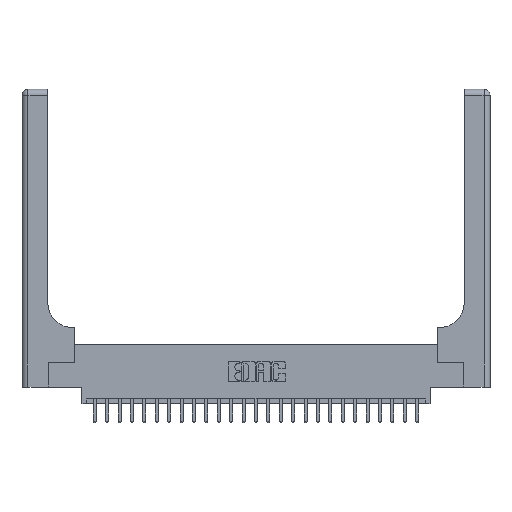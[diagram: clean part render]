
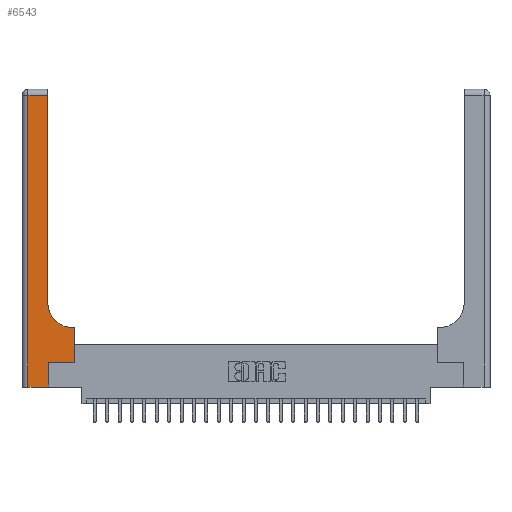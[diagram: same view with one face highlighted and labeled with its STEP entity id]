
A CAD part, top view. The second image highlights one B-rep face of the part: STEP entity #6543.
In plain terms, the highlighted planar face has unit normal (0, 0, 1).
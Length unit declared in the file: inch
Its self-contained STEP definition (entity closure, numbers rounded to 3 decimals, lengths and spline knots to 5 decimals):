
#82 = ORIENTED_EDGE ( 'NONE', *, *, #20085, .T. ) ;
#711 = ORIENTED_EDGE ( 'NONE', *, *, #7819, .T. ) ;
#1026 = DIRECTION ( 'NONE',  ( 0., 0., -1. ) ) ;
#1072 = CARTESIAN_POINT ( 'NONE',  ( 0.26, 0.6, 0.37 ) ) ;
#1166 = EDGE_CURVE ( 'NONE', #14054, #12976, #8616, .T. ) ;
#1713 = VECTOR ( 'NONE', #8286, 39.37008 ) ;
#2212 = EDGE_CURVE ( 'NONE', #22603, #8351, #23066, .T. ) ;
#2248 = EDGE_CURVE ( 'NONE', #4413, #12207, #17489, .T. ) ;
#2345 = CARTESIAN_POINT ( 'NONE',  ( 0.265, 0.25, 0.37 ) ) ;
#2962 = CARTESIAN_POINT ( 'NONE',  ( 0., 0., 0.37 ) ) ;
#3561 = DIRECTION ( 'NONE',  ( 0., 0., -1. ) ) ;
#3610 = LINE ( 'NONE', #8318, #14156 ) ;
#3892 = CARTESIAN_POINT ( 'NONE',  ( 0.265, 0., 0.37 ) ) ;
#3901 = VECTOR ( 'NONE', #8963, 39.37008 ) ;
#4112 = CARTESIAN_POINT ( 'NONE',  ( 0.06, 2.94, 0.37 ) ) ;
#4133 = CARTESIAN_POINT ( 'NONE',  ( 0.26, 3., 0.37 ) ) ;
#4413 = VERTEX_POINT ( 'NONE', #5499 ) ;
#4731 = VERTEX_POINT ( 'NONE', #10800 ) ;
#5094 = DIRECTION ( 'NONE',  ( -1., 0., 0. ) ) ;
#5499 = CARTESIAN_POINT ( 'NONE',  ( 0.528, 0.25, 0.37 ) ) ;
#5652 = CIRCLE ( 'NONE', #23384, 0.25 ) ;
#6019 = ORIENTED_EDGE ( 'NONE', *, *, #24406, .T. ) ;
#6156 = DIRECTION ( 'NONE',  ( 0., 1., 0. ) ) ;
#6282 = CARTESIAN_POINT ( 'NONE',  ( 0.528, 0.25, 0.37 ) ) ;
#6316 = DIRECTION ( 'NONE',  ( -1., 0., 0. ) ) ;
#6319 = ORIENTED_EDGE ( 'NONE', *, *, #1166, .T. ) ;
#6543 = ADVANCED_FACE ( 'NONE', ( #21185 ), #8988, .F. ) ;
#7819 = EDGE_CURVE ( 'NONE', #12976, #22603, #20848, .T. ) ;
#8054 = VERTEX_POINT ( 'NONE', #24489 ) ;
#8131 = ORIENTED_EDGE ( 'NONE', *, *, #2248, .T. ) ;
#8286 = DIRECTION ( 'NONE',  ( 0., 1., 0. ) ) ;
#8318 = CARTESIAN_POINT ( 'NONE',  ( 0., 2.94, 0.37 ) ) ;
#8351 = VERTEX_POINT ( 'NONE', #19736 ) ;
#8402 = ORIENTED_EDGE ( 'NONE', *, *, #2212, .T. ) ;
#8616 = LINE ( 'NONE', #11122, #3901 ) ;
#8685 = CARTESIAN_POINT ( 'NONE',  ( 0.26, 0.85, 0.37 ) ) ;
#8963 = DIRECTION ( 'NONE',  ( 0., -1., 0. ) ) ;
#8988 = PLANE ( 'NONE',  #19180 ) ;
#9797 = LINE ( 'NONE', #1072, #14988 ) ;
#10800 = CARTESIAN_POINT ( 'NONE',  ( 0.51, 0.6, 0.37 ) ) ;
#11122 = CARTESIAN_POINT ( 'NONE',  ( 0.06, 3., 0.37 ) ) ;
#11140 = VECTOR ( 'NONE', #16886, 39.37008 ) ;
#12207 = VERTEX_POINT ( 'NONE', #12760 ) ;
#12760 = CARTESIAN_POINT ( 'NONE',  ( 0.528, 0.6, 0.37 ) ) ;
#12906 = VECTOR ( 'NONE', #17960, 39.37008 ) ;
#12918 = CARTESIAN_POINT ( 'NONE',  ( 0., 3., 0.37 ) ) ;
#12976 = VERTEX_POINT ( 'NONE', #17182 ) ;
#14054 = VERTEX_POINT ( 'NONE', #4112 ) ;
#14156 = VECTOR ( 'NONE', #6316, 39.37008 ) ;
#14887 = DIRECTION ( 'NONE',  ( -1., 0., 0. ) ) ;
#14988 = VECTOR ( 'NONE', #5094, 39.37008 ) ;
#15264 = LINE ( 'NONE', #4133, #24661 ) ;
#15420 = CARTESIAN_POINT ( 'NONE',  ( 0.51, 0.85, 0.37 ) ) ;
#16886 = DIRECTION ( 'NONE',  ( 1., 0., 0. ) ) ;
#16918 = EDGE_CURVE ( 'NONE', #24534, #8054, #15264, .T. ) ;
#17182 = CARTESIAN_POINT ( 'NONE',  ( 0.06, 0., 0.37 ) ) ;
#17384 = DIRECTION ( 'NONE',  ( 1., 0., 0. ) ) ;
#17435 = ORIENTED_EDGE ( 'NONE', *, *, #23002, .T. ) ;
#17489 = LINE ( 'NONE', #6282, #1713 ) ;
#17960 = DIRECTION ( 'NONE',  ( 0., 1., 0. ) ) ;
#18105 = EDGE_CURVE ( 'NONE', #4731, #24534, #5652, .T. ) ;
#18129 = ORIENTED_EDGE ( 'NONE', *, *, #18105, .T. ) ;
#18591 = EDGE_LOOP ( 'NONE', ( #19029, #6019, #6319, #711, #8402, #82, #8131, #17435, #18129 ) ) ;
#19029 = ORIENTED_EDGE ( 'NONE', *, *, #16918, .T. ) ;
#19180 = AXIS2_PLACEMENT_3D ( 'NONE', #12918, #1026, #14887 ) ;
#19736 = CARTESIAN_POINT ( 'NONE',  ( 0.265, 0.25, 0.37 ) ) ;
#19928 = VECTOR ( 'NONE', #23756, 39.37008 ) ;
#20085 = EDGE_CURVE ( 'NONE', #8351, #4413, #24788, .T. ) ;
#20848 = LINE ( 'NONE', #2962, #11140 ) ;
#20928 = CARTESIAN_POINT ( 'NONE',  ( 0.265, 0., 0.37 ) ) ;
#21185 = FACE_OUTER_BOUND ( 'NONE', #18591, .T. ) ;
#22603 = VERTEX_POINT ( 'NONE', #3892 ) ;
#23002 = EDGE_CURVE ( 'NONE', #12207, #4731, #9797, .T. ) ;
#23066 = LINE ( 'NONE', #20928, #12906 ) ;
#23384 = AXIS2_PLACEMENT_3D ( 'NONE', #15420, #3561, #17384 ) ;
#23756 = DIRECTION ( 'NONE',  ( 1., 0., 0. ) ) ;
#24406 = EDGE_CURVE ( 'NONE', #8054, #14054, #3610, .T. ) ;
#24489 = CARTESIAN_POINT ( 'NONE',  ( 0.26, 2.94, 0.37 ) ) ;
#24534 = VERTEX_POINT ( 'NONE', #8685 ) ;
#24661 = VECTOR ( 'NONE', #6156, 39.37008 ) ;
#24788 = LINE ( 'NONE', #2345, #19928 ) ;
